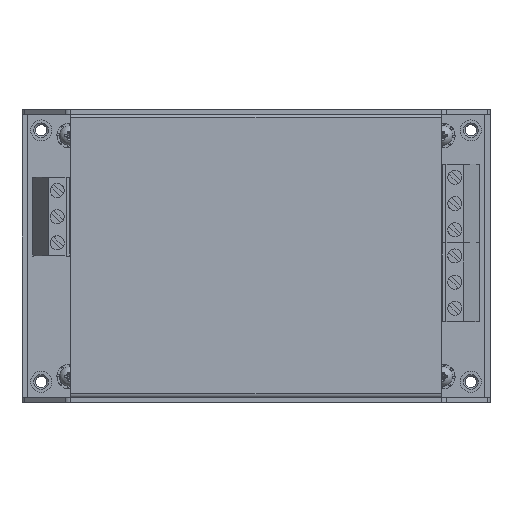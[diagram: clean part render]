
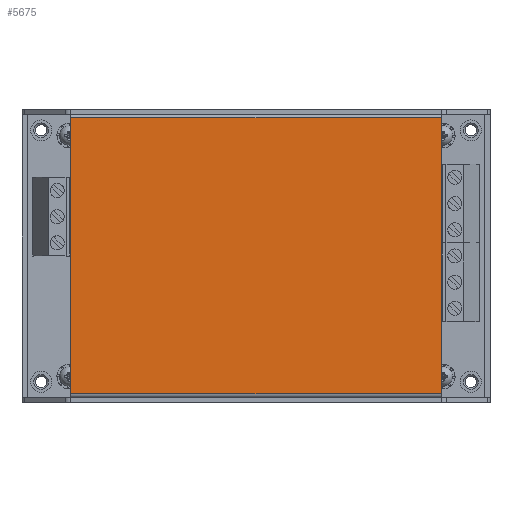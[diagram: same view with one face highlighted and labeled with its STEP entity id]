
A CAD part, top view. The second image highlights one B-rep face of the part: STEP entity #5675.
In plain terms, the highlighted face is planar.
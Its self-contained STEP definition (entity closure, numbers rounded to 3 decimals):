
#5675=ADVANCED_FACE('',(#9537),#9539,.T.);
#9537=FACE_BOUND('',#9538,.T.);
#9538=EDGE_LOOP('',(#11636,#11637,#11638,#11639));
#9539=PLANE('',#9540);
#9540=AXIS2_PLACEMENT_3D('',#9541,#9542,#9543);
#9541=CARTESIAN_POINT('',(0.,-39.5,-3.75));
#9542=DIRECTION('',(0.,0.,-1.));
#9543=DIRECTION('',(0.,1.,0.));
#11636=ORIENTED_EDGE('',*,*,#12625,.T.);
#11637=ORIENTED_EDGE('',*,*,#12639,.T.);
#11638=ORIENTED_EDGE('',*,*,#12633,.F.);
#11639=ORIENTED_EDGE('',*,*,#12647,.F.);
#12625=EDGE_CURVE('',#14192,#14190,#14193,.T.);
#12633=EDGE_CURVE('',#14205,#14207,#14208,.T.);
#12639=EDGE_CURVE('',#14190,#14207,#14217,.T.);
#12647=EDGE_CURVE('',#14192,#14205,#14228,.T.);
#14190=VERTEX_POINT('',#18470);
#14192=VERTEX_POINT('',#18475);
#14193=LINE('',#18476,#18477);
#14205=VERTEX_POINT('',#18503);
#14207=VERTEX_POINT('',#18508);
#14208=LINE('',#18509,#18510);
#14217=LINE('',#18533,#18534);
#14228=LINE('',#18563,#18564);
#18470=CARTESIAN_POINT('',(0.,39.5,-3.75));
#18475=CARTESIAN_POINT('',(0.,-39.5,-3.75));
#18476=CARTESIAN_POINT('',(0.,-39.5,-3.75));
#18477=VECTOR('',#18478,1.);
#18478=DIRECTION('',(0.,1.,0.));
#18503=CARTESIAN_POINT('',(106.,-39.5,-3.75));
#18508=CARTESIAN_POINT('',(106.,39.5,-3.75));
#18509=CARTESIAN_POINT('',(106.,-39.5,-3.75));
#18510=VECTOR('',#18511,1.);
#18511=DIRECTION('',(0.,1.,0.));
#18533=CARTESIAN_POINT('',(0.,39.5,-3.75));
#18534=VECTOR('',#18535,1.);
#18535=DIRECTION('',(1.,0.,0.));
#18563=CARTESIAN_POINT('',(0.,-39.5,-3.75));
#18564=VECTOR('',#18565,1.);
#18565=DIRECTION('',(1.,0.,0.));
